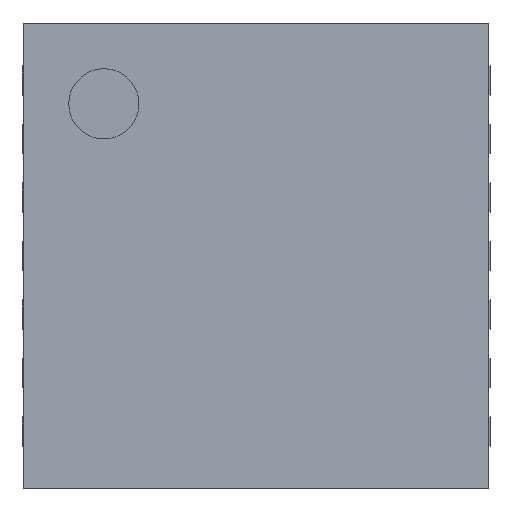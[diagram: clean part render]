
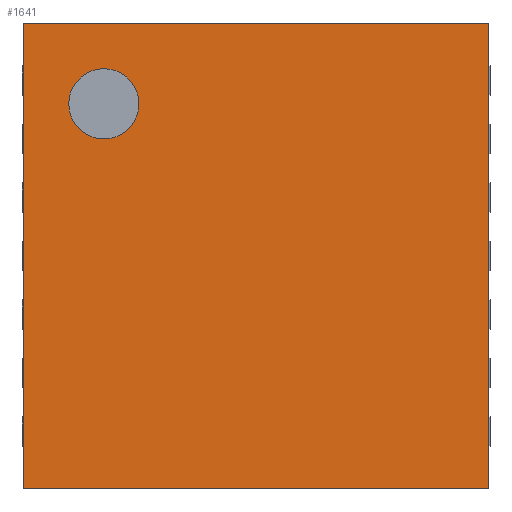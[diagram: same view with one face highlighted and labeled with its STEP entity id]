
A CAD part, top view. The second image highlights one B-rep face of the part: STEP entity #1641.
In plain terms, the highlighted planar face has unit normal (0, 0, 1).
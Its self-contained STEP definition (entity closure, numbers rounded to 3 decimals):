
#13=DIRECTION('',(0.,0.,1.));
#27=VECTOR('',#28,1.);
#28=DIRECTION('',(0.,-1.,0.));
#34=VECTOR('',#35,1.);
#35=DIRECTION('',(1.,0.,0.));
#499=VERTEX_POINT('',#500);
#500=CARTESIAN_POINT('',(1.99,1.99,0.82));
#503=EDGE_CURVE('',#499,#504,#506,.T.);
#504=VERTEX_POINT('',#505);
#505=CARTESIAN_POINT('',(1.99,-1.99,0.82));
#506=LINE('',#500,#27);
#631=VERTEX_POINT('',#632);
#632=CARTESIAN_POINT('',(-1.99,1.99,0.82));
#635=ORIENTED_EDGE('',*,*,#636,.F.);
#636=EDGE_CURVE('',#631,#499,#637,.T.);
#637=LINE('',#632,#34);
#670=ORIENTED_EDGE('',*,*,#671,.T.);
#671=EDGE_CURVE('',#631,#672,#674,.T.);
#672=VERTEX_POINT('',#673);
#673=CARTESIAN_POINT('',(-1.99,-1.99,0.82));
#674=LINE('',#632,#27);
#1637=EDGE_CURVE('',#672,#504,#1638,.T.);
#1638=LINE('',#673,#34);
#1641=ADVANCED_FACE('',(#1642,#1646),#1656,.T.);
#1642=FACE_BOUND('',#1643,.T.);
#1643=EDGE_LOOP('',(#635,#670,#1644,#1645));
#1644=ORIENTED_EDGE('',*,*,#1637,.T.);
#1645=ORIENTED_EDGE('',*,*,#503,.F.);
#1646=FACE_BOUND('',#1647,.T.);
#1647=EDGE_LOOP('',(#1648));
#1648=ORIENTED_EDGE('',*,*,#1649,.T.);
#1649=EDGE_CURVE('',#1650,#1650,#1652,.T.);
#1650=VERTEX_POINT('',#1651);
#1651=CARTESIAN_POINT('',(-1.3,1.,0.82));
#1652=CIRCLE('',#1653,0.3);
#1653=AXIS2_PLACEMENT_3D('',#1654,#1655,#28);
#1654=CARTESIAN_POINT('',(-1.3,1.3,0.82));
#1655=DIRECTION('',(0.,-0.,-1.));
#1656=PLANE('',#1657);
#1657=AXIS2_PLACEMENT_3D('',#632,#13,#28);
